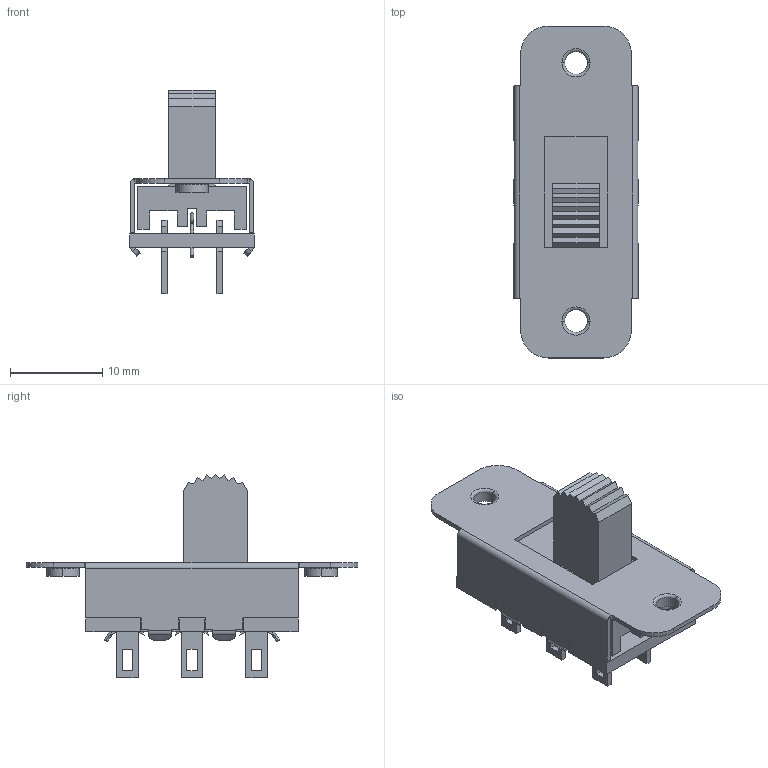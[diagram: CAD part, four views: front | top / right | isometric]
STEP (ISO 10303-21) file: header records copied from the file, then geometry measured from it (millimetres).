
FILE_DESCRIPTION(('STEP AP214'),'1');
FILE_NAME('35485.stp','2016-12-05T15:56:57',('TraceParts'),('TraceParts S.A.'),'Spatial InterOp 3D',' ',' ');
FILE_SCHEMA(('automotive_design'));
Length unit declared in the file: millimetre
Products named in the file (28): Assem1|NAUO1#DS-02210 PCB;DS-02210 PCB; Assem1|NAUO2#DS-02210 silver;DS-02210 silver; Assem1|NAUO3#DS-02210 silver-1;DS-02210 silver; Assem1|NAUO4#DS-02210 silver-2;DS-02210 silver; Assem1|NAUO5#DS-02210 silver-3;DS-02210 silver; Assem1|NAUO6#DS-02210 silver-4;DS-02210 silver; Assem1|NAUO7#DS-02210 silver-5;DS-02210 silver; Assem1|NAUO8#DS-02210 silver-6;DS-02210 silver; Assem1|NAUO9#DS-02210 silver-7;DS-02210 silver; Assem1|NAUO10#DS-02210 silver-8;DS-02210 silver; Assem1|NAUO11#DS-02210 silver-9;DS-02210 silver; Assem1|NAUO12#DS-02210 silver-10;DS-02210 silver; Assem1|NAUO13#DS-02210 silver-11;DS-02210 silver; Assem1|NAUO14#DS-02210 silver-12;DS-02210 silver; Assem1|NAUO15#DS-02210 silver-13;DS-02210 silver; Assem1|NAUO16#DS-02210 silver-14;DS-02210 silver; Assem1|NAUO17#DS-02210 silver-15;DS-02210 silver; Assem1|NAUO18#DS-02210 silver-16;DS-02210 silver; Assem1|NAUO19#DS-02210 silver-17;DS-02210 silver; Assem1|NAUO20#DS-02210 silver-18;DS-02210 silver; Assem1|NAUO21#DS-02210 silver-19;DS-02210 silver; Assem1|NAUO22#DS-02210 silver-20;DS-02210 silver; Assem1|NAUO23#DS-02210 silver-21;DS-02210 silver; Assem1|NAUO24#DS-02210 silver-22;DS-02210 silver; Assem1|NAUO25#DS-02210 silver-23;DS-02210 silver; Assem1|NAUO26#DS-02210 silver-24;DS-02210 silver; Assem1|NAUO27#DS-02210 silver-25;DS-02210 silver; Assem1|NAUO28#DS-02210 plastic;DS-02210 plastic
Bounding box: 13.5 x 36 x 22.1 mm (x, y, z)
Volume: 1891.5 mm3; surface area: 3566.1 mm2
Topology: 28 solids, 28 shells, 372 faces, 929 edges, 616 vertices
Faces by surface type: plane 292, cylinder 68, torus 8, bspline 4
Entity records: 15544 total; most frequent: CARTESIAN_POINT 3129, ORIENTED_EDGE 1858, DIRECTION 1851, EDGE_CURVE 929, LINE 743, VECTOR 743, VERTEX_POINT 616, AXIS2_PLACEMENT_3D 554
